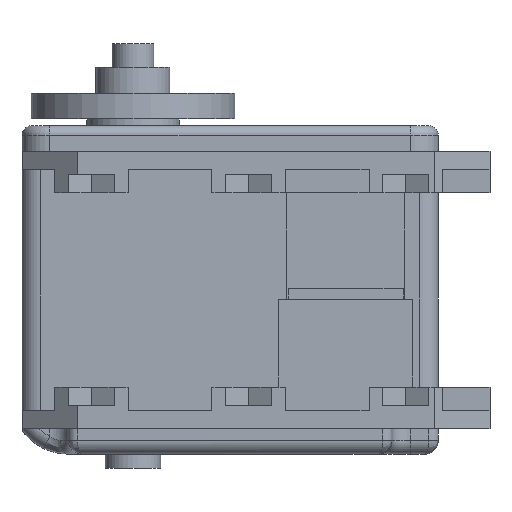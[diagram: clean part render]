
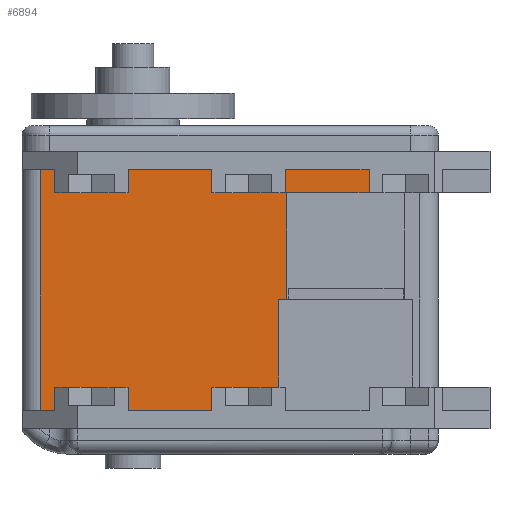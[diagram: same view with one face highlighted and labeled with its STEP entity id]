
A CAD part, left-side view. The second image highlights one B-rep face of the part: STEP entity #6894.
In plain terms, the highlighted planar face has unit normal (-1, 0, 0).
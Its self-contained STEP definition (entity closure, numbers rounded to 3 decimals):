
#1313=DIRECTION('',(0.,0.,-1.));
#1314=VECTOR('',#1313,26.);
#1315=CARTESIAN_POINT('',(-12.2,10.,13.));
#1316=LINE('',#1315,#1314);
#1317=DIRECTION('',(0.,-1.,0.));
#1318=VECTOR('',#1317,1.525);
#1319=CARTESIAN_POINT('',(-12.2,10.,13.));
#1320=LINE('',#1319,#1318);
#1321=DIRECTION('',(0.,0.,-1.));
#1322=VECTOR('',#1321,2.5);
#1323=CARTESIAN_POINT('',(-12.2,8.475,13.));
#1324=LINE('',#1323,#1322);
#1325=DIRECTION('',(0.,1.,0.));
#1326=VECTOR('',#1325,3.875);
#1327=CARTESIAN_POINT('',(-12.2,4.6,10.5));
#1328=LINE('',#1327,#1326);
#1329=DIRECTION('',(0.,1.,0.));
#1330=VECTOR('',#1329,0.201);
#1331=CARTESIAN_POINT('',(-12.2,4.4,10.5));
#1332=LINE('',#1331,#1330);
#1333=DIRECTION('',(0.,1.,0.));
#1334=VECTOR('',#1333,3.875);
#1335=CARTESIAN_POINT('',(-12.2,0.525,10.5));
#1336=LINE('',#1335,#1334);
#1337=DIRECTION('',(0.,0.,-1.));
#1338=VECTOR('',#1337,2.5);
#1339=CARTESIAN_POINT('',(-12.2,0.525,13.));
#1340=LINE('',#1339,#1338);
#1341=DIRECTION('',(0.,-1.,0.));
#1342=VECTOR('',#1341,9.05);
#1343=CARTESIAN_POINT('',(-12.2,0.525,13.));
#1344=LINE('',#1343,#1342);
#1345=DIRECTION('',(0.,0.,-1.));
#1346=VECTOR('',#1345,2.5);
#1347=CARTESIAN_POINT('',(-12.2,-8.525,13.));
#1348=LINE('',#1347,#1346);
#1349=DIRECTION('',(0.,1.,0.));
#1350=VECTOR('',#1349,3.875);
#1351=CARTESIAN_POINT('',(-12.2,-12.4,10.5));
#1352=LINE('',#1351,#1350);
#1353=DIRECTION('',(0.,1.,0.));
#1354=VECTOR('',#1353,0.201);
#1355=CARTESIAN_POINT('',(-12.2,-12.6,10.5));
#1356=LINE('',#1355,#1354);
#1357=DIRECTION('',(0.,1.,0.));
#1358=VECTOR('',#1357,3.875);
#1359=CARTESIAN_POINT('',(-12.2,-16.475,10.5));
#1360=LINE('',#1359,#1358);
#1361=DIRECTION('',(0.,0.,-1.));
#1362=VECTOR('',#1361,2.5);
#1363=CARTESIAN_POINT('',(-12.2,-16.475,13.));
#1364=LINE('',#1363,#1362);
#1365=DIRECTION('',(0.,-1.,0.));
#1366=VECTOR('',#1365,9.05);
#1367=CARTESIAN_POINT('',(-12.2,-16.475,13.));
#1368=LINE('',#1367,#1366);
#1369=DIRECTION('',(0.,0.,-1.));
#1370=VECTOR('',#1369,2.5);
#1371=CARTESIAN_POINT('',(-12.2,-25.525,13.));
#1372=LINE('',#1371,#1370);
#1373=DIRECTION('',(0.,1.,0.));
#1374=VECTOR('',#1373,8.925);
#1375=CARTESIAN_POINT('',(-12.2,-25.525,10.5));
#1376=LINE('',#1375,#1374);
#1377=DIRECTION('',(0.,0.,1.));
#1378=VECTOR('',#1377,11.5);
#1379=CARTESIAN_POINT('',(-12.2,-16.6,-1.));
#1380=LINE('',#1379,#1378);
#1381=DIRECTION('',(0.,1.,0.));
#1382=VECTOR('',#1381,0.85);
#1383=CARTESIAN_POINT('',(-12.2,-16.6,-1.));
#1384=LINE('',#1383,#1382);
#1385=DIRECTION('',(0.,0.,-1.));
#1386=VECTOR('',#1385,9.5);
#1387=CARTESIAN_POINT('',(-12.2,-15.75,-1.));
#1388=LINE('',#1387,#1386);
#1389=DIRECTION('',(0.,1.,0.));
#1390=VECTOR('',#1389,3.15);
#1391=CARTESIAN_POINT('',(-12.2,-15.75,-10.5));
#1392=LINE('',#1391,#1390);
#1393=DIRECTION('',(0.,1.,0.));
#1394=VECTOR('',#1393,0.201);
#1395=CARTESIAN_POINT('',(-12.2,-12.6,-10.5));
#1396=LINE('',#1395,#1394);
#1397=DIRECTION('',(0.,1.,0.));
#1398=VECTOR('',#1397,3.875);
#1399=CARTESIAN_POINT('',(-12.2,-12.4,-10.5));
#1400=LINE('',#1399,#1398);
#1401=DIRECTION('',(0.,0.,1.));
#1402=VECTOR('',#1401,2.5);
#1403=CARTESIAN_POINT('',(-12.2,-8.525,-13.));
#1404=LINE('',#1403,#1402);
#1405=DIRECTION('',(0.,-1.,0.));
#1406=VECTOR('',#1405,9.05);
#1407=CARTESIAN_POINT('',(-12.2,0.525,-13.));
#1408=LINE('',#1407,#1406);
#1409=DIRECTION('',(0.,0.,1.));
#1410=VECTOR('',#1409,2.5);
#1411=CARTESIAN_POINT('',(-12.2,0.525,-13.));
#1412=LINE('',#1411,#1410);
#1413=DIRECTION('',(0.,1.,0.));
#1414=VECTOR('',#1413,3.875);
#1415=CARTESIAN_POINT('',(-12.2,0.525,-10.5));
#1416=LINE('',#1415,#1414);
#1417=DIRECTION('',(0.,1.,0.));
#1418=VECTOR('',#1417,0.201);
#1419=CARTESIAN_POINT('',(-12.2,4.4,-10.5));
#1420=LINE('',#1419,#1418);
#1421=DIRECTION('',(0.,1.,0.));
#1422=VECTOR('',#1421,3.875);
#1423=CARTESIAN_POINT('',(-12.2,4.6,-10.5));
#1424=LINE('',#1423,#1422);
#1425=DIRECTION('',(0.,0.,1.));
#1426=VECTOR('',#1425,2.5);
#1427=CARTESIAN_POINT('',(-12.2,8.475,-13.));
#1428=LINE('',#1427,#1426);
#1429=DIRECTION('',(0.,-1.,0.));
#1430=VECTOR('',#1429,1.525);
#1431=CARTESIAN_POINT('',(-12.2,10.,-13.));
#1432=LINE('',#1431,#1430);
#4094=CARTESIAN_POINT('',(-12.2,8.475,13.));
#4095=CARTESIAN_POINT('',(-12.2,8.475,10.5));
#4096=VERTEX_POINT('',#4094);
#4097=VERTEX_POINT('',#4095);
#4098=CARTESIAN_POINT('',(-12.2,0.525,13.));
#4099=CARTESIAN_POINT('',(-12.2,0.525,10.5));
#4100=VERTEX_POINT('',#4098);
#4101=VERTEX_POINT('',#4099);
#4102=CARTESIAN_POINT('',(-12.2,-8.525,13.));
#4103=CARTESIAN_POINT('',(-12.2,-8.525,10.5));
#4104=VERTEX_POINT('',#4102);
#4105=VERTEX_POINT('',#4103);
#4106=CARTESIAN_POINT('',(-12.2,-16.475,13.));
#4107=CARTESIAN_POINT('',(-12.2,-16.475,10.5));
#4108=VERTEX_POINT('',#4106);
#4109=VERTEX_POINT('',#4107);
#4160=CARTESIAN_POINT('',(-12.2,-25.525,13.));
#4161=VERTEX_POINT('',#4160);
#4338=CARTESIAN_POINT('',(-12.2,4.6,10.5));
#4339=VERTEX_POINT('',#4338);
#4340=CARTESIAN_POINT('',(-12.2,4.4,10.5));
#4342=VERTEX_POINT('',#4340);
#4346=CARTESIAN_POINT('',(-12.2,-12.4,10.5));
#4347=VERTEX_POINT('',#4346);
#4348=CARTESIAN_POINT('',(-12.2,-12.6,10.5));
#4350=VERTEX_POINT('',#4348);
#4434=CARTESIAN_POINT('',(-12.2,-25.525,10.5));
#4435=CARTESIAN_POINT('',(-12.2,-16.6,10.5));
#4436=VERTEX_POINT('',#4434);
#4437=VERTEX_POINT('',#4435);
#4476=CARTESIAN_POINT('',(-12.2,-16.6,-1.));
#4477=CARTESIAN_POINT('',(-12.2,-15.75,-1.));
#4478=VERTEX_POINT('',#4476);
#4479=VERTEX_POINT('',#4477);
#4482=CARTESIAN_POINT('',(-12.2,-15.75,-10.5));
#4483=VERTEX_POINT('',#4482);
#4690=CARTESIAN_POINT('',(-12.2,8.475,-13.));
#4691=CARTESIAN_POINT('',(-12.2,8.475,-10.5));
#4692=VERTEX_POINT('',#4690);
#4693=VERTEX_POINT('',#4691);
#4694=CARTESIAN_POINT('',(-12.2,0.525,-13.));
#4695=CARTESIAN_POINT('',(-12.2,0.525,-10.5));
#4696=VERTEX_POINT('',#4694);
#4697=VERTEX_POINT('',#4695);
#4698=CARTESIAN_POINT('',(-12.2,-8.525,-13.));
#4699=CARTESIAN_POINT('',(-12.2,-8.525,-10.5));
#4700=VERTEX_POINT('',#4698);
#4701=VERTEX_POINT('',#4699);
#4830=CARTESIAN_POINT('',(-12.2,-12.6,-10.5));
#4831=CARTESIAN_POINT('',(-12.2,-12.4,-10.5));
#4832=VERTEX_POINT('',#4830);
#4833=VERTEX_POINT('',#4831);
#4834=CARTESIAN_POINT('',(-12.2,4.4,-10.5));
#4835=CARTESIAN_POINT('',(-12.2,4.6,-10.5));
#4836=VERTEX_POINT('',#4834);
#4837=VERTEX_POINT('',#4835);
#5006=CARTESIAN_POINT('',(-12.2,10.,13.));
#5007=CARTESIAN_POINT('',(-12.2,10.,-13.));
#5008=VERTEX_POINT('',#5006);
#5009=VERTEX_POINT('',#5007);
#6837=CARTESIAN_POINT('',(-12.2,12.,-17.75));
#6838=DIRECTION('',(-1.,0.,0.));
#6839=DIRECTION('',(0.,-1.,0.));
#6840=AXIS2_PLACEMENT_3D('',#6837,#6838,#6839);
#6841=PLANE('',#6840);
#6843=ORIENTED_EDGE('',*,*,#6842,.F.);
#6844=ORIENTED_EDGE('',*,*,#6092,.T.);
#6846=ORIENTED_EDGE('',*,*,#6845,.T.);
#6847=ORIENTED_EDGE('',*,*,#6500,.F.);
#6848=ORIENTED_EDGE('',*,*,#6805,.F.);
#6849=ORIENTED_EDGE('',*,*,#6521,.F.);
#6851=ORIENTED_EDGE('',*,*,#6850,.F.);
#6852=ORIENTED_EDGE('',*,*,#6035,.T.);
#6854=ORIENTED_EDGE('',*,*,#6853,.T.);
#6855=ORIENTED_EDGE('',*,*,#6535,.F.);
#6856=ORIENTED_EDGE('',*,*,#6736,.F.);
#6857=ORIENTED_EDGE('',*,*,#6557,.F.);
#6859=ORIENTED_EDGE('',*,*,#6858,.F.);
#6860=ORIENTED_EDGE('',*,*,#6051,.T.);
#6862=ORIENTED_EDGE('',*,*,#6861,.T.);
#6863=ORIENTED_EDGE('',*,*,#6593,.T.);
#6865=ORIENTED_EDGE('',*,*,#6864,.F.);
#6867=ORIENTED_EDGE('',*,*,#6866,.T.);
#6869=ORIENTED_EDGE('',*,*,#6868,.T.);
#6871=ORIENTED_EDGE('',*,*,#6870,.T.);
#6873=ORIENTED_EDGE('',*,*,#6872,.T.);
#6875=ORIENTED_EDGE('',*,*,#6874,.T.);
#6877=ORIENTED_EDGE('',*,*,#6876,.F.);
#6879=ORIENTED_EDGE('',*,*,#6878,.F.);
#6881=ORIENTED_EDGE('',*,*,#6880,.T.);
#6883=ORIENTED_EDGE('',*,*,#6882,.T.);
#6885=ORIENTED_EDGE('',*,*,#6884,.T.);
#6887=ORIENTED_EDGE('',*,*,#6886,.T.);
#6889=ORIENTED_EDGE('',*,*,#6888,.F.);
#6891=ORIENTED_EDGE('',*,*,#6890,.F.);
#6892=EDGE_LOOP('',(#6843,#6844,#6846,#6847,#6848,#6849,#6851,#6852,#6854,#6855,
#6856,#6857,#6859,#6860,#6862,#6863,#6865,#6867,#6869,#6871,#6873,#6875,#6877,
#6879,#6881,#6883,#6885,#6887,#6889,#6891));
#6893=FACE_OUTER_BOUND('',#6892,.F.);
#6894=ADVANCED_FACE('',(#6893),#6841,.T.);
#6035=EDGE_CURVE('',#4100,#4104,#1344,.T.);
#6051=EDGE_CURVE('',#4108,#4161,#1368,.T.);
#6092=EDGE_CURVE('',#5008,#4096,#1320,.T.);
#6500=EDGE_CURVE('',#4339,#4097,#1328,.T.);
#6521=EDGE_CURVE('',#4101,#4342,#1336,.T.);
#6535=EDGE_CURVE('',#4347,#4105,#1352,.T.);
#6557=EDGE_CURVE('',#4109,#4350,#1360,.T.);
#6593=EDGE_CURVE('',#4436,#4437,#1376,.T.);
#6736=EDGE_CURVE('',#4350,#4347,#1356,.T.);
#6805=EDGE_CURVE('',#4342,#4339,#1332,.T.);
#6842=EDGE_CURVE('',#5008,#5009,#1316,.T.);
#6845=EDGE_CURVE('',#4096,#4097,#1324,.T.);
#6850=EDGE_CURVE('',#4100,#4101,#1340,.T.);
#6853=EDGE_CURVE('',#4104,#4105,#1348,.T.);
#6858=EDGE_CURVE('',#4108,#4109,#1364,.T.);
#6861=EDGE_CURVE('',#4161,#4436,#1372,.T.);
#6864=EDGE_CURVE('',#4478,#4437,#1380,.T.);
#6866=EDGE_CURVE('',#4478,#4479,#1384,.T.);
#6868=EDGE_CURVE('',#4479,#4483,#1388,.T.);
#6870=EDGE_CURVE('',#4483,#4832,#1392,.T.);
#6872=EDGE_CURVE('',#4832,#4833,#1396,.T.);
#6874=EDGE_CURVE('',#4833,#4701,#1400,.T.);
#6876=EDGE_CURVE('',#4700,#4701,#1404,.T.);
#6878=EDGE_CURVE('',#4696,#4700,#1408,.T.);
#6880=EDGE_CURVE('',#4696,#4697,#1412,.T.);
#6882=EDGE_CURVE('',#4697,#4836,#1416,.T.);
#6884=EDGE_CURVE('',#4836,#4837,#1420,.T.);
#6886=EDGE_CURVE('',#4837,#4693,#1424,.T.);
#6888=EDGE_CURVE('',#4692,#4693,#1428,.T.);
#6890=EDGE_CURVE('',#5009,#4692,#1432,.T.);
